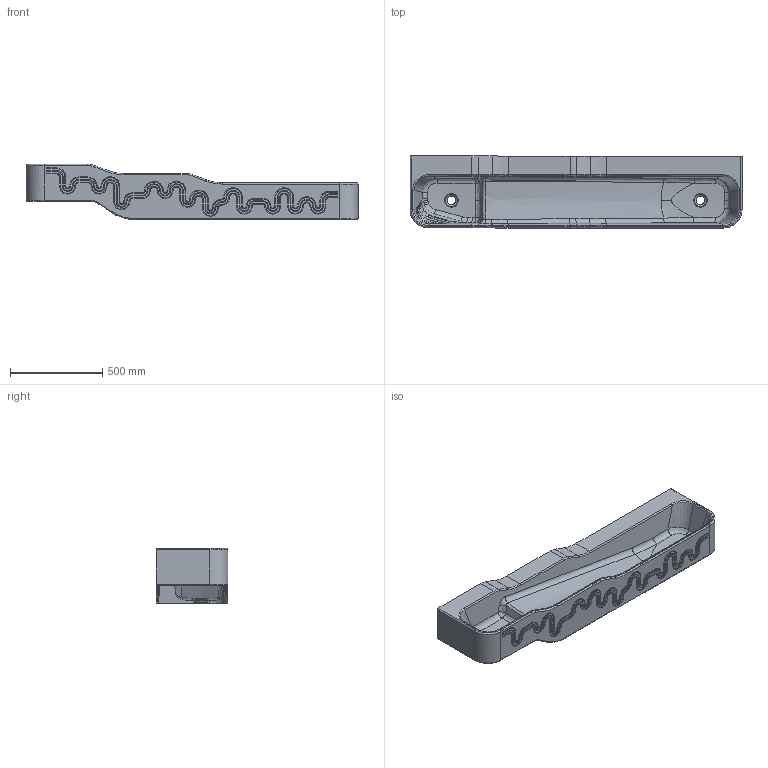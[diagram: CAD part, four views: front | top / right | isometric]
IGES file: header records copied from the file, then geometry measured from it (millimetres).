
Global section: file name: 502.978.79.2; native system: Autodesk Inventor 2023; preprocessor: unknown; author: JANAN; date: 20230721.093420; units: millimetre
Bounding box: 1800 x 390 x 300 mm (x, y, z)
Volume: 26695620.9 mm3; surface area: 3325333.7 mm2
Topology: 4 solids, 4 shells, 1250 faces, 2923 edges, 1668 vertices
Faces by surface type: bspline 1250
